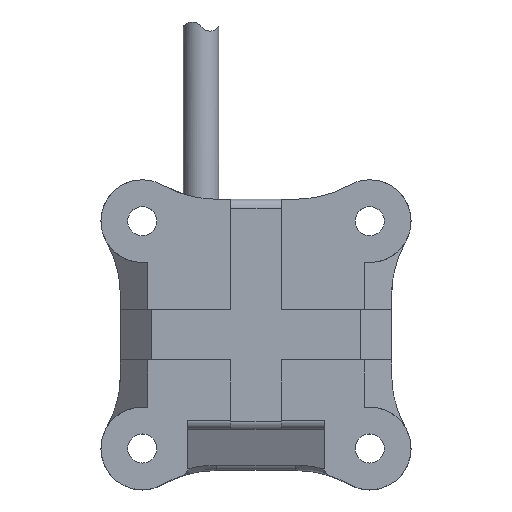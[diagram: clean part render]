
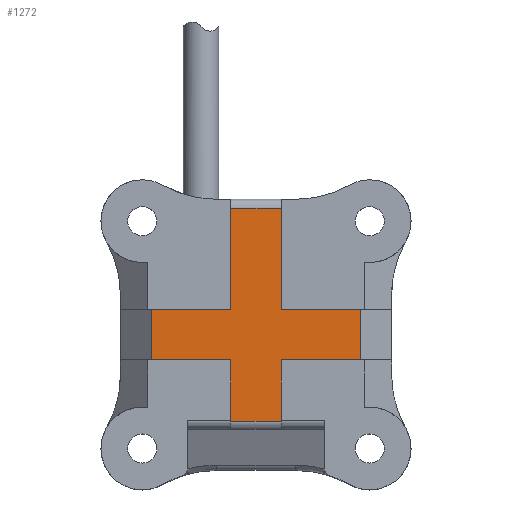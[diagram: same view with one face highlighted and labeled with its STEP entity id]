
A CAD part, top view. The second image highlights one B-rep face of the part: STEP entity #1272.
In plain terms, the highlighted planar face has unit normal (0, 0, 1).
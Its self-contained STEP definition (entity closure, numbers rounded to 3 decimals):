
#138=FACE_OUTER_BOUND('',#215,.T.);
#215=EDGE_LOOP('',(#1080,#1081,#1082,#1083,#1084,#1085,#1086,#1087,#1088,
#1089,#1090,#1091));
#279=LINE('',#2104,#382);
#282=LINE('',#2112,#385);
#284=LINE('',#2118,#387);
#287=LINE('',#2124,#390);
#289=LINE('',#2129,#392);
#306=LINE('',#2200,#409);
#308=LINE('',#2204,#411);
#311=LINE('',#2211,#414);
#313=LINE('',#2214,#416);
#319=LINE('',#2273,#422);
#320=LINE('',#2276,#423);
#321=LINE('',#2277,#424);
#382=VECTOR('',#1647,10.);
#385=VECTOR('',#1654,10.);
#387=VECTOR('',#1660,10.);
#390=VECTOR('',#1665,10.);
#392=VECTOR('',#1671,10.);
#409=VECTOR('',#1722,10.);
#411=VECTOR('',#1728,10.);
#414=VECTOR('',#1735,10.);
#416=VECTOR('',#1739,10.);
#422=VECTOR('',#1763,1.);
#423=VECTOR('',#1768,10.);
#424=VECTOR('',#1769,10.);
#560=VERTEX_POINT('',#2101);
#561=VERTEX_POINT('',#2103);
#563=VERTEX_POINT('',#2109);
#564=VERTEX_POINT('',#2111);
#565=VERTEX_POINT('',#2115);
#566=VERTEX_POINT('',#2117);
#568=VERTEX_POINT('',#2123);
#569=VERTEX_POINT('',#2127);
#584=VERTEX_POINT('',#2198);
#585=VERTEX_POINT('',#2208);
#586=VERTEX_POINT('',#2210);
#590=VERTEX_POINT('',#2272);
#703=EDGE_CURVE('',#560,#561,#279,.T.);
#707=EDGE_CURVE('',#563,#564,#282,.T.);
#710=EDGE_CURVE('',#565,#566,#284,.T.);
#713=EDGE_CURVE('',#568,#563,#287,.T.);
#716=EDGE_CURVE('',#569,#565,#289,.T.);
#742=EDGE_CURVE('',#584,#560,#306,.T.);
#744=EDGE_CURVE('',#584,#566,#308,.T.);
#747=EDGE_CURVE('',#585,#586,#311,.T.);
#749=EDGE_CURVE('',#568,#586,#313,.T.);
#759=EDGE_CURVE('',#561,#590,#319,.T.);
#761=EDGE_CURVE('',#564,#569,#320,.T.);
#762=EDGE_CURVE('',#590,#585,#321,.T.);
#1080=ORIENTED_EDGE('',*,*,#761,.F.);
#1081=ORIENTED_EDGE('',*,*,#707,.F.);
#1082=ORIENTED_EDGE('',*,*,#713,.F.);
#1083=ORIENTED_EDGE('',*,*,#749,.T.);
#1084=ORIENTED_EDGE('',*,*,#747,.F.);
#1085=ORIENTED_EDGE('',*,*,#762,.F.);
#1086=ORIENTED_EDGE('',*,*,#759,.F.);
#1087=ORIENTED_EDGE('',*,*,#703,.F.);
#1088=ORIENTED_EDGE('',*,*,#742,.F.);
#1089=ORIENTED_EDGE('',*,*,#744,.T.);
#1090=ORIENTED_EDGE('',*,*,#710,.F.);
#1091=ORIENTED_EDGE('',*,*,#716,.F.);
#1144=PLANE('',#1418);
#1272=ADVANCED_FACE('',(#138),#1144,.F.);
#1418=AXIS2_PLACEMENT_3D('',#2275,#1766,#1767);
#1647=DIRECTION('',(0.,-1.,0.));
#1654=DIRECTION('',(0.,1.,0.));
#1660=DIRECTION('',(1.,0.,0.));
#1665=DIRECTION('',(1.,0.,0.));
#1671=DIRECTION('',(0.,-1.,0.));
#1722=DIRECTION('',(-1.,0.,0.));
#1728=DIRECTION('',(0.,1.,0.));
#1735=DIRECTION('',(-1.,0.,0.));
#1739=DIRECTION('',(0.,-1.,0.));
#1763=DIRECTION('',(-1.,0.,0.));
#1766=DIRECTION('center_axis',(0.,0.,-1.));
#1767=DIRECTION('ref_axis',(-1.,0.,0.));
#1768=DIRECTION('',(1.,0.,0.));
#1769=DIRECTION('',(0.,1.,0.));
#2101=CARTESIAN_POINT('',(2.75,-2.75,7.));
#2103=CARTESIAN_POINT('',(2.75,-9.528,7.));
#2104=CARTESIAN_POINT('',(2.75,-15.,7.));
#2109=CARTESIAN_POINT('',(-2.75,2.75,7.));
#2111=CARTESIAN_POINT('',(-2.75,13.9,7.));
#2112=CARTESIAN_POINT('',(-2.75,15.,7.));
#2115=CARTESIAN_POINT('',(2.75,2.75,7.));
#2117=CARTESIAN_POINT('',(11.486,2.75,7.));
#2118=CARTESIAN_POINT('',(15.,2.75,7.));
#2123=CARTESIAN_POINT('',(-11.486,2.75,7.));
#2124=CARTESIAN_POINT('',(15.,2.75,7.));
#2127=CARTESIAN_POINT('',(2.75,13.9,7.));
#2129=CARTESIAN_POINT('',(2.75,-15.,7.));
#2198=CARTESIAN_POINT('',(11.486,-2.75,7.));
#2200=CARTESIAN_POINT('',(-15.,-2.75,7.));
#2204=CARTESIAN_POINT('',(11.486,0.,7.));
#2208=CARTESIAN_POINT('',(-2.75,-2.75,7.));
#2210=CARTESIAN_POINT('',(-11.486,-2.75,7.));
#2211=CARTESIAN_POINT('',(-15.,-2.75,7.));
#2214=CARTESIAN_POINT('',(-11.486,0.,7.));
#2272=CARTESIAN_POINT('',(-2.75,-9.528,7.));
#2273=CARTESIAN_POINT('',(0.,-9.528,7.));
#2275=CARTESIAN_POINT('Origin',(0.,0.,7.));
#2276=CARTESIAN_POINT('',(4.317,13.9,7.));
#2277=CARTESIAN_POINT('',(-2.75,15.,7.));
